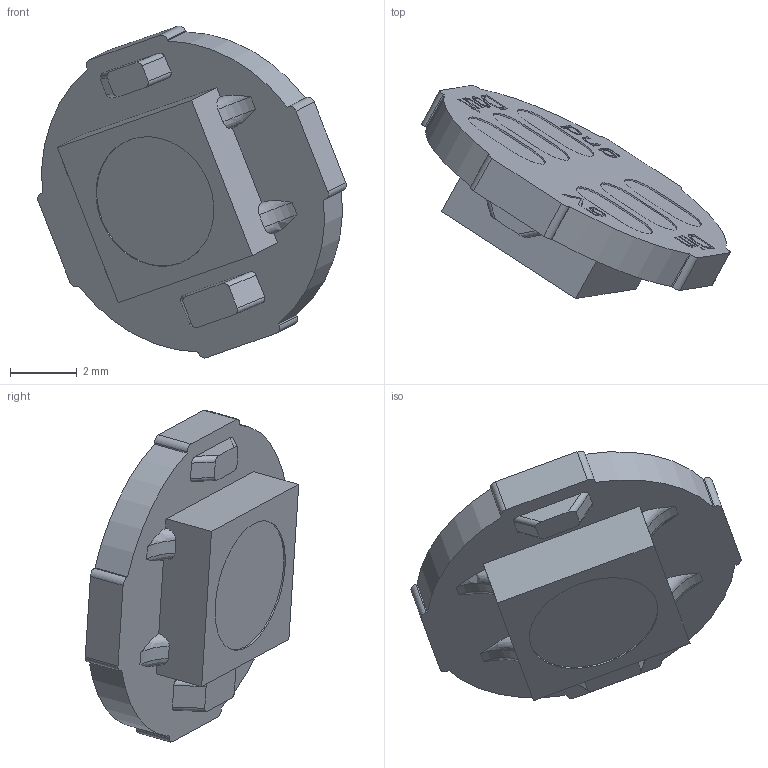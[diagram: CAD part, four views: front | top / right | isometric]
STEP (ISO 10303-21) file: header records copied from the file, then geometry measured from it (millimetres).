
FILE_DESCRIPTION(('STEP AP214'),'1');
FILE_NAME('3NC LED.stp','2023-01-18T14:47:03',('dj_de'),('None'),'Spatial InterOp 3D','CimatronE 16.0',' ');
FILE_SCHEMA(('AUTOMOTIVE_DESIGN'));
Length unit declared in the file: millimetre
Products named in the file (1): 54773
Bounding box: 9.24 x 6.39 x 9.95 mm (x, y, z)
Volume: 125.4 mm3; surface area: 224.8 mm2
Topology: 1 solids, 1 shells, 345 faces, 945 edges, 630 vertices
Faces by surface type: plane 153, extrusion 147, cylinder 37, torus 8
Full cylindrical faces by diameter (mm): 4 x1
Entity records: 19249 total; most frequent: CARTESIAN_POINT 3509, ORIENTED_EDGE 1888, STYLED_ITEM 1290, PRESENTATION_STYLE_ASSIGNMENT 1290, COLOUR_RGB 1290, DIRECTION 1261, EDGE_CURVE 944, CURVE_STYLE 944
